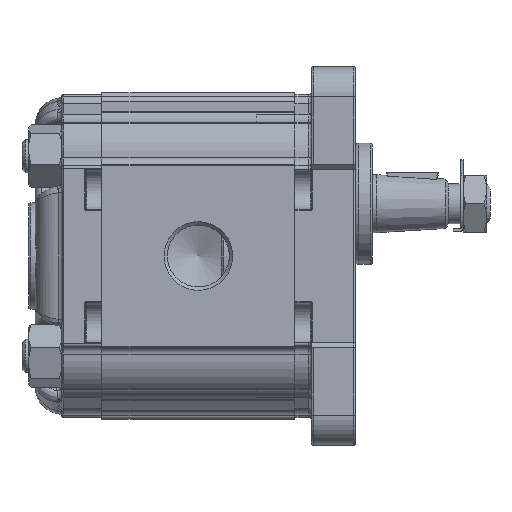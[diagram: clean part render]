
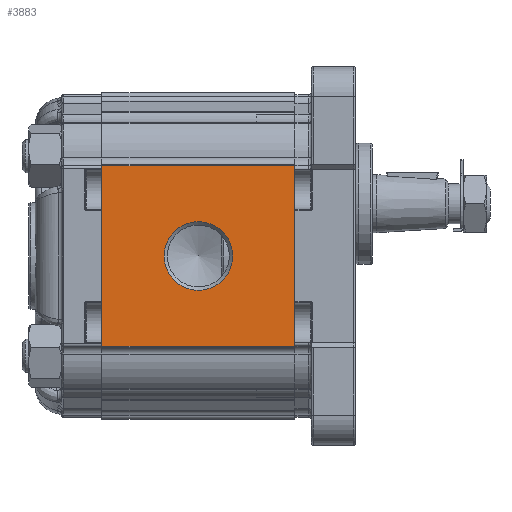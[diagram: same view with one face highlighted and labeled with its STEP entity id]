
A CAD part, left-side view. The second image highlights one B-rep face of the part: STEP entity #3883.
In plain terms, the highlighted planar face has unit normal (-1, 0, 0).
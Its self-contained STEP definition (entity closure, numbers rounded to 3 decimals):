
#3883 = ADVANCED_FACE( '', ( #8068, #8069 ), #8070, .T. );
#8068 = FACE_BOUND( '', #14901, .T. );
#8069 = FACE_OUTER_BOUND( '', #14902, .T. );
#8070 = PLANE( '', #14903 );
#14901 = EDGE_LOOP( '', ( #26808 ) );
#14902 = EDGE_LOOP( '', ( #26809, #26810, #26811, #26812 ) );
#14903 = AXIS2_PLACEMENT_3D( '', #26813, #26814, #26815 );
#26808 = ORIENTED_EDGE( '', *, *, #28195, .T. );
#26809 = ORIENTED_EDGE( '', *, *, #30351, .F. );
#26810 = ORIENTED_EDGE( '', *, *, #30480, .F. );
#26811 = ORIENTED_EDGE( '', *, *, #32517, .T. );
#26812 = ORIENTED_EDGE( '', *, *, #32651, .T. );
#26813 = CARTESIAN_POINT( '', ( -43., 58., 27.048 ) );
#26814 = DIRECTION( '', ( -1., 0., 0. ) );
#26815 = DIRECTION( '', ( 0., 0., 1. ) );
#28195 = EDGE_CURVE( '', #33090, #33090, #33091, .F. );
#30351 = EDGE_CURVE( '', #36675, #36677, #36678, .T. );
#30480 = EDGE_CURVE( '', #36867, #36675, #36869, .T. );
#32517 = EDGE_CURVE( '', #36867, #39435, #39437, .T. );
#32651 = EDGE_CURVE( '', #39435, #36677, #39569, .T. );
#33090 = VERTEX_POINT( '', #40263 );
#33091 = CIRCLE( '', #40264, 10.316 );
#36675 = VERTEX_POINT( '', #47720 );
#36677 = VERTEX_POINT( '', #47722 );
#36678 = LINE( '', #47723, #47724 );
#36867 = VERTEX_POINT( '', #48138 );
#36869 = LINE( '', #48140, #48141 );
#39435 = VERTEX_POINT( '', #54064 );
#39437 = LINE( '', #54066, #54067 );
#39569 = LINE( '', #54263, #54264 );
#40263 = CARTESIAN_POINT( '', ( -43., 29., 10.316 ) );
#40264 = AXIS2_PLACEMENT_3D( '', #54637, #54638, #54639 );
#47720 = CARTESIAN_POINT( '', ( -43., 0., 27.048 ) );
#47722 = CARTESIAN_POINT( '', ( -43., 0., -27.048 ) );
#47723 = CARTESIAN_POINT( '', ( -43., 0., 27.048 ) );
#47724 = VECTOR( '', #57364, 1000. );
#48138 = CARTESIAN_POINT( '', ( -43., 58., 27.048 ) );
#48140 = CARTESIAN_POINT( '', ( -43., 58., 27.048 ) );
#48141 = VECTOR( '', #57521, 1000. );
#54064 = CARTESIAN_POINT( '', ( -43., 58., -27.048 ) );
#54066 = CARTESIAN_POINT( '', ( -43., 58., 27.048 ) );
#54067 = VECTOR( '', #59559, 1000. );
#54263 = CARTESIAN_POINT( '', ( -43., 58., -27.048 ) );
#54264 = VECTOR( '', #59629, 1000. );
#54637 = CARTESIAN_POINT( '', ( -43., 29., 0. ) );
#54638 = DIRECTION( '', ( -1., 0., 0. ) );
#54639 = DIRECTION( '', ( 0., 0., 1. ) );
#57364 = DIRECTION( '', ( 0., 0., -1. ) );
#57521 = DIRECTION( '', ( 0., -1., 0. ) );
#59559 = DIRECTION( '', ( 0., 0., -1. ) );
#59629 = DIRECTION( '', ( 0., -1., 0. ) );
